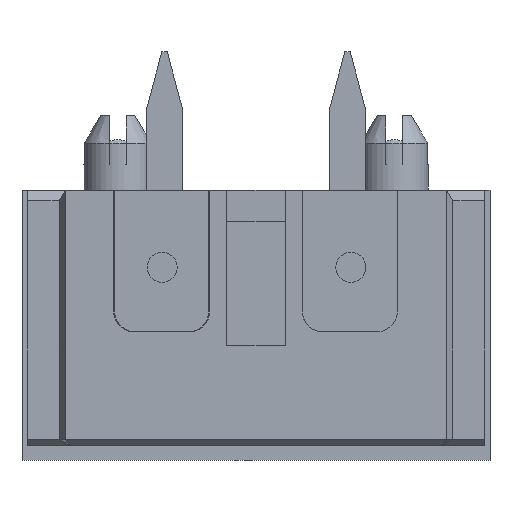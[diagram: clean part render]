
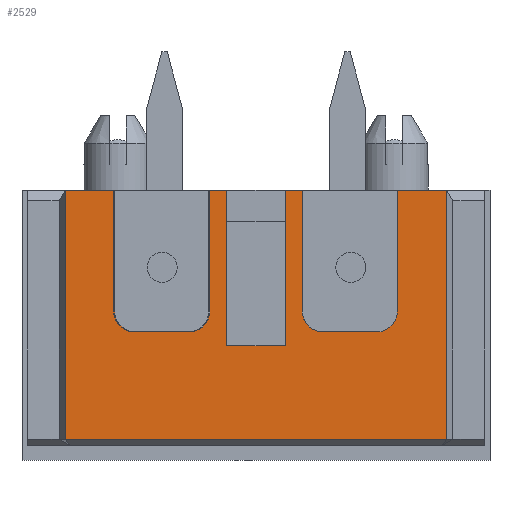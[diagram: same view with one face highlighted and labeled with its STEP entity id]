
A CAD part, front view. The second image highlights one B-rep face of the part: STEP entity #2529.
In plain terms, the highlighted planar face has unit normal (0, -1, 0).
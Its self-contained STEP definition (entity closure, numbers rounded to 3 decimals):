
#73=PLANE('',#2729);
#198=FACE_OUTER_BOUND('',#337,.T.);
#337=EDGE_LOOP('',(#1782,#1783,#1784,#1785,#1786,#1787,#1788,#1789,#1790,
#1791,#1792,#1793,#1794,#1795,#1796,#1797,#1798,#1799,#1800,#1801));
#491=LINE('',#3686,#769);
#507=LINE('',#3718,#785);
#515=LINE('',#3734,#793);
#519=LINE('',#3742,#797);
#522=LINE('',#3748,#800);
#529=LINE('',#3762,#807);
#533=LINE('',#3769,#811);
#534=LINE('',#3771,#812);
#535=LINE('',#3775,#813);
#536=LINE('',#3778,#814);
#537=LINE('',#3780,#815);
#538=LINE('',#3782,#816);
#539=LINE('',#3783,#817);
#540=LINE('',#3785,#818);
#541=LINE('',#3789,#819);
#542=LINE('',#3792,#820);
#769=VECTOR('',#2991,1000.);
#785=VECTOR('',#3007,1000.);
#793=VECTOR('',#3015,1000.);
#797=VECTOR('',#3019,1000.);
#800=VECTOR('',#3024,1000.);
#807=VECTOR('',#3035,1000.);
#811=VECTOR('',#3041,1000.);
#812=VECTOR('',#3042,1000.);
#813=VECTOR('',#3045,1000.);
#814=VECTOR('',#3048,1000.);
#815=VECTOR('',#3049,1000.);
#816=VECTOR('',#3050,1000.);
#817=VECTOR('',#3051,1000.);
#818=VECTOR('',#3052,1000.);
#819=VECTOR('',#3055,1000.);
#820=VECTOR('',#3058,1000.);
#1048=CIRCLE('',#2730,1.);
#1049=CIRCLE('',#2731,1.);
#1050=CIRCLE('',#2732,1.);
#1051=CIRCLE('',#2733,1.);
#1123=VERTEX_POINT('',#3683);
#1124=VERTEX_POINT('',#3685);
#1139=VERTEX_POINT('',#3715);
#1140=VERTEX_POINT('',#3717);
#1147=VERTEX_POINT('',#3731);
#1148=VERTEX_POINT('',#3733);
#1151=VERTEX_POINT('',#3739);
#1152=VERTEX_POINT('',#3741);
#1154=VERTEX_POINT('',#3747);
#1159=VERTEX_POINT('',#3761);
#1162=VERTEX_POINT('',#3770);
#1163=VERTEX_POINT('',#3772);
#1164=VERTEX_POINT('',#3774);
#1165=VERTEX_POINT('',#3776);
#1166=VERTEX_POINT('',#3779);
#1167=VERTEX_POINT('',#3781);
#1168=VERTEX_POINT('',#3784);
#1169=VERTEX_POINT('',#3786);
#1170=VERTEX_POINT('',#3788);
#1171=VERTEX_POINT('',#3790);
#1365=EDGE_CURVE('',#1123,#1124,#491,.T.);
#1381=EDGE_CURVE('',#1139,#1140,#507,.T.);
#1389=EDGE_CURVE('',#1147,#1148,#515,.T.);
#1393=EDGE_CURVE('',#1151,#1152,#519,.T.);
#1396=EDGE_CURVE('',#1151,#1154,#522,.T.);
#1403=EDGE_CURVE('',#1159,#1148,#529,.T.);
#1407=EDGE_CURVE('',#1159,#1154,#533,.T.);
#1408=EDGE_CURVE('',#1162,#1147,#534,.T.);
#1409=EDGE_CURVE('',#1163,#1162,#1048,.T.);
#1410=EDGE_CURVE('',#1164,#1163,#535,.T.);
#1411=EDGE_CURVE('',#1165,#1164,#1049,.T.);
#1412=EDGE_CURVE('',#1140,#1165,#536,.T.);
#1413=EDGE_CURVE('',#1166,#1139,#537,.T.);
#1414=EDGE_CURVE('',#1167,#1166,#538,.T.);
#1415=EDGE_CURVE('',#1124,#1167,#539,.T.);
#1416=EDGE_CURVE('',#1168,#1123,#540,.T.);
#1417=EDGE_CURVE('',#1169,#1168,#1050,.T.);
#1418=EDGE_CURVE('',#1170,#1169,#541,.T.);
#1419=EDGE_CURVE('',#1171,#1170,#1051,.T.);
#1420=EDGE_CURVE('',#1152,#1171,#542,.T.);
#1782=ORIENTED_EDGE('',*,*,#1407,.F.);
#1783=ORIENTED_EDGE('',*,*,#1403,.T.);
#1784=ORIENTED_EDGE('',*,*,#1389,.F.);
#1785=ORIENTED_EDGE('',*,*,#1408,.F.);
#1786=ORIENTED_EDGE('',*,*,#1409,.F.);
#1787=ORIENTED_EDGE('',*,*,#1410,.F.);
#1788=ORIENTED_EDGE('',*,*,#1411,.F.);
#1789=ORIENTED_EDGE('',*,*,#1412,.F.);
#1790=ORIENTED_EDGE('',*,*,#1381,.F.);
#1791=ORIENTED_EDGE('',*,*,#1413,.F.);
#1792=ORIENTED_EDGE('',*,*,#1414,.F.);
#1793=ORIENTED_EDGE('',*,*,#1415,.F.);
#1794=ORIENTED_EDGE('',*,*,#1365,.F.);
#1795=ORIENTED_EDGE('',*,*,#1416,.F.);
#1796=ORIENTED_EDGE('',*,*,#1417,.F.);
#1797=ORIENTED_EDGE('',*,*,#1418,.F.);
#1798=ORIENTED_EDGE('',*,*,#1419,.F.);
#1799=ORIENTED_EDGE('',*,*,#1420,.F.);
#1800=ORIENTED_EDGE('',*,*,#1393,.F.);
#1801=ORIENTED_EDGE('',*,*,#1396,.T.);
#2529=ADVANCED_FACE('',(#198),#73,.F.);
#2729=AXIS2_PLACEMENT_3D('',#3768,#3039,#3040);
#2730=AXIS2_PLACEMENT_3D('',#3773,#3043,#3044);
#2731=AXIS2_PLACEMENT_3D('',#3777,#3046,#3047);
#2732=AXIS2_PLACEMENT_3D('',#3787,#3053,#3054);
#2733=AXIS2_PLACEMENT_3D('',#3791,#3056,#3057);
#2991=DIRECTION('',(1.,0.,0.));
#3007=DIRECTION('',(1.,0.,0.));
#3015=DIRECTION('',(1.,0.,0.));
#3019=DIRECTION('',(1.,0.,0.));
#3024=DIRECTION('',(0.,0.,-1.));
#3035=DIRECTION('',(0.,0.,1.));
#3039=DIRECTION('center_axis',(0.,1.,0.));
#3040=DIRECTION('ref_axis',(-1.,0.,0.));
#3041=DIRECTION('',(1.,0.,0.));
#3042=DIRECTION('',(0.,0.,1.));
#3043=DIRECTION('center_axis',(0.,-1.,0.));
#3044=DIRECTION('ref_axis',(1.,0.,0.));
#3045=DIRECTION('',(1.,0.,0.));
#3046=DIRECTION('center_axis',(0.,-1.,0.));
#3047=DIRECTION('ref_axis',(1.,0.,0.));
#3048=DIRECTION('',(0.,0.,-1.));
#3049=DIRECTION('',(0.,0.,1.));
#3050=DIRECTION('',(-1.,0.,0.));
#3051=DIRECTION('',(0.,0.,-1.));
#3052=DIRECTION('',(0.,0.,1.));
#3053=DIRECTION('center_axis',(0.,-1.,0.));
#3054=DIRECTION('ref_axis',(1.,0.,0.));
#3055=DIRECTION('',(1.,0.,0.));
#3056=DIRECTION('center_axis',(0.,-1.,0.));
#3057=DIRECTION('ref_axis',(1.,0.,0.));
#3058=DIRECTION('',(0.,0.,-1.));
#3683=CARTESIAN_POINT('',(6.654,-14.,12.));
#3685=CARTESIAN_POINT('',(8.961,-14.,12.));
#3686=CARTESIAN_POINT('',(0.,-14.,12.));
#3715=CARTESIAN_POINT('',(-8.961,-14.,12.));
#3717=CARTESIAN_POINT('',(-6.654,-14.,12.));
#3718=CARTESIAN_POINT('',(0.,-14.,12.));
#3731=CARTESIAN_POINT('',(-2.171,-14.,12.));
#3733=CARTESIAN_POINT('',(-1.37,-14.,12.));
#3734=CARTESIAN_POINT('',(-9.25,-14.,12.));
#3739=CARTESIAN_POINT('',(1.37,-14.,12.));
#3741=CARTESIAN_POINT('',(2.171,-14.,12.));
#3742=CARTESIAN_POINT('',(-9.25,-14.,12.));
#3747=CARTESIAN_POINT('',(1.37,-14.,4.681));
#3748=CARTESIAN_POINT('',(1.37,-14.,10.5));
#3761=CARTESIAN_POINT('',(-1.37,-14.,4.681));
#3762=CARTESIAN_POINT('',(-1.37,-14.,10.5));
#3768=CARTESIAN_POINT('Origin',(-9.25,-14.,12.));
#3769=CARTESIAN_POINT('',(-9.25,-14.,4.681));
#3770=CARTESIAN_POINT('',(-2.171,-14.,6.328));
#3771=CARTESIAN_POINT('',(-2.171,-14.,12.));
#3772=CARTESIAN_POINT('',(-3.171,-14.,5.328));
#3773=CARTESIAN_POINT('Origin',(-3.171,-14.,6.328));
#3774=CARTESIAN_POINT('',(-5.654,-14.,5.328));
#3775=CARTESIAN_POINT('',(-9.25,-14.,5.328));
#3776=CARTESIAN_POINT('',(-6.654,-14.,6.328));
#3777=CARTESIAN_POINT('Origin',(-5.654,-14.,6.328));
#3778=CARTESIAN_POINT('',(-6.654,-14.,12.));
#3779=CARTESIAN_POINT('',(-8.961,-14.,0.289));
#3780=CARTESIAN_POINT('',(-8.961,-14.,12.));
#3781=CARTESIAN_POINT('',(8.961,-14.,0.289));
#3782=CARTESIAN_POINT('',(-9.25,-14.,0.289));
#3783=CARTESIAN_POINT('',(8.961,-14.,12.));
#3784=CARTESIAN_POINT('',(6.654,-14.,6.328));
#3785=CARTESIAN_POINT('',(6.654,-14.,12.));
#3786=CARTESIAN_POINT('',(5.654,-14.,5.328));
#3787=CARTESIAN_POINT('Origin',(5.654,-14.,6.328));
#3788=CARTESIAN_POINT('',(3.171,-14.,5.328));
#3789=CARTESIAN_POINT('',(-9.25,-14.,5.328));
#3790=CARTESIAN_POINT('',(2.171,-14.,6.328));
#3791=CARTESIAN_POINT('Origin',(3.171,-14.,6.328));
#3792=CARTESIAN_POINT('',(2.171,-14.,12.));
